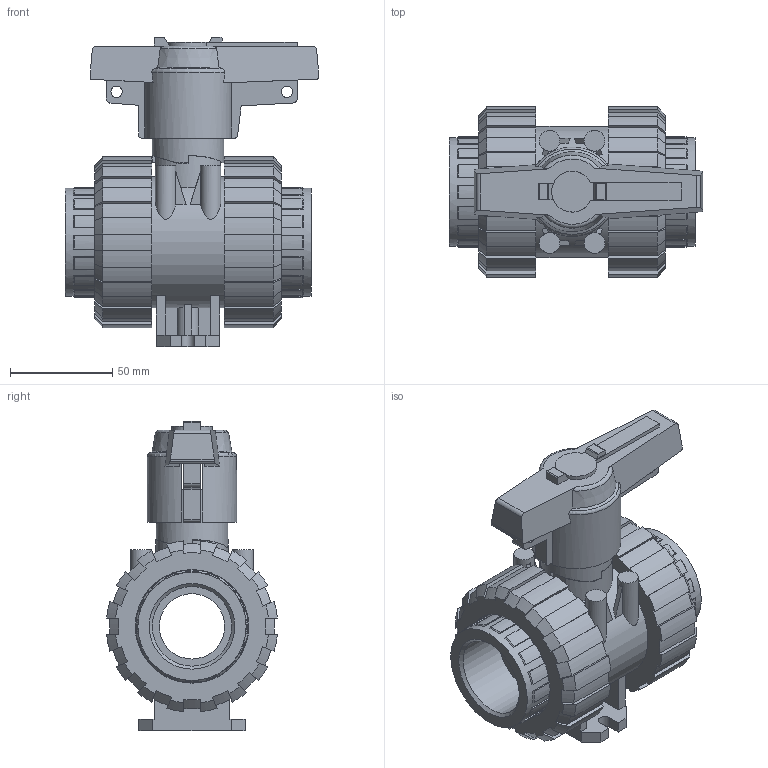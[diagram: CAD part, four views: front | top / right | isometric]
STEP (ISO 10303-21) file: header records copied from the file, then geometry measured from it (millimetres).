
FILE_DESCRIPTION((''),'2;1');
FILE_NAME('PV10053C032.stp','2022-02-14T16:37:36',('RL'),(''),'Autodesk Inventor 2012','Autodesk Inventor 2012','');
FILE_SCHEMA(('AUTOMOTIVE_DESIGN { 1 0 10303 214 1 1 1 1 }'));
Length unit declared in the file: millimetre
Products named in the file (1): PV10053C032
Bounding box: 124.2 x 83.61 x 151.27 mm (x, y, z)
Volume: 486808 mm3; surface area: 124624.6 mm2
Topology: 6 solids, 6 shells, 550 faces, 1601 edges, 1072 vertices
Faces by surface type: plane 284, cylinder 146, cone 112, torus 8
Full cylindrical faces by diameter (mm): 5.5 x2, 10.1 x4, 32 x3, 35 x1, 38.95 x2, 53 x2, 55.2 x2, 55.6 x2, 64 x2, 64.2 x3
Entity records: 18309 total; most frequent: CARTESIAN_POINT 4403, ORIENTED_EDGE 3122, DIRECTION 2713, EDGE_CURVE 1561, VERTEX_POINT 1060, AXIS2_PLACEMENT_3D 991, VECTOR 731, LINE 731
